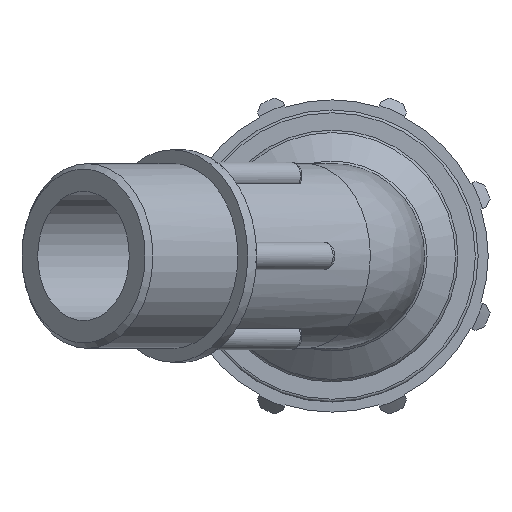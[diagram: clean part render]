
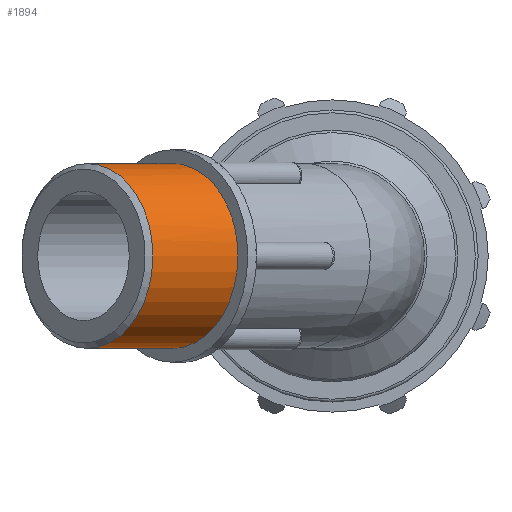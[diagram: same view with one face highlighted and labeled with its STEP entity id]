
A CAD part, left-side view. The second image highlights one B-rep face of the part: STEP entity #1894.
In plain terms, the highlighted cylindrical face has radius 13.22 mm (diameter 26.441 mm), a full revolution.
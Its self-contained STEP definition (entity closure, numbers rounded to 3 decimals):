
#70=FACE_BOUND('',#545,.T.);
#368=CYLINDRICAL_SURFACE('',#2060,13.221);
#424=FACE_OUTER_BOUND('',#544,.T.);
#544=EDGE_LOOP('',(#1352));
#545=EDGE_LOOP('',(#1353));
#669=CIRCLE('',#2016,13.221);
#695=CIRCLE('',#2058,13.221);
#802=VERTEX_POINT('',#2956);
#818=VERTEX_POINT('',#3067);
#994=EDGE_CURVE('',#802,#802,#669,.T.);
#1024=EDGE_CURVE('',#818,#818,#695,.T.);
#1352=ORIENTED_EDGE('',*,*,#994,.T.);
#1353=ORIENTED_EDGE('',*,*,#1024,.F.);
#1894=ADVANCED_FACE('',(#424,#70),#368,.T.);
#2016=AXIS2_PLACEMENT_3D('',#2957,#2291,#2292);
#2058=AXIS2_PLACEMENT_3D('',#3068,#2377,#2378);
#2060=AXIS2_PLACEMENT_3D('',#3071,#2381,#2382);
#2291=DIRECTION('center_axis',(-0.707,0.707,0.));
#2292=DIRECTION('ref_axis',(0.707,0.707,0.));
#2377=DIRECTION('center_axis',(-0.707,0.707,0.));
#2378=DIRECTION('ref_axis',(0.707,0.707,0.));
#2381=DIRECTION('center_axis',(-0.707,0.707,0.));
#2382=DIRECTION('ref_axis',(-0.707,-0.707,0.));
#2956=CARTESIAN_POINT('',(-28.64,16.975,10.332));
#2957=CARTESIAN_POINT('Origin',(-22.807,22.807,0.));
#3067=CARTESIAN_POINT('',(-44.323,25.626,0.));
#3068=CARTESIAN_POINT('Origin',(-34.974,34.974,0.));
#3071=CARTESIAN_POINT('Origin',(-29.171,29.171,0.));
